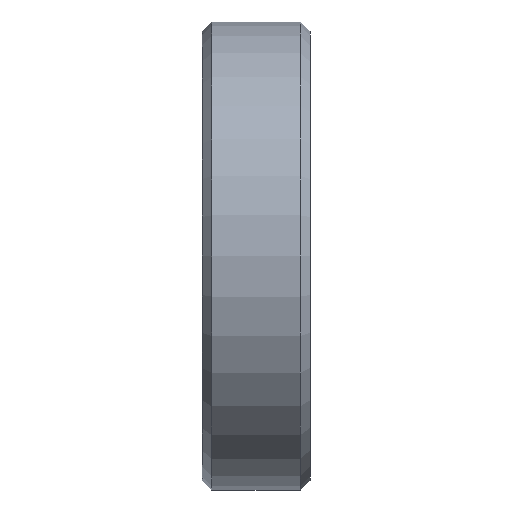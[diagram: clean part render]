
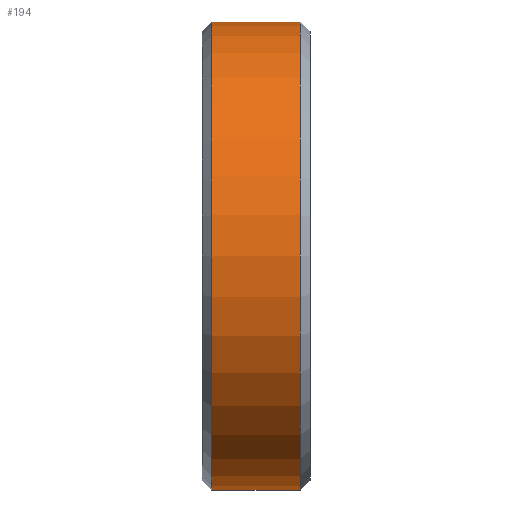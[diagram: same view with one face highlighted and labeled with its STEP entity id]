
A CAD part, left-side view. The second image highlights one B-rep face of the part: STEP entity #194.
In plain terms, the highlighted cylindrical face has radius 9.75 mm (diameter 19.5 mm), a partial arc.
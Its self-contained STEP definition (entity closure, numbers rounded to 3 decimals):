
#19 = AXIS2_PLACEMENT_3D ( 'NONE', #721, #249, #614 ) ;
#22 = DIRECTION ( 'NONE',  ( 0., -1., 0. ) ) ;
#114 = FACE_OUTER_BOUND ( 'NONE', #760, .T. ) ;
#121 = DIRECTION ( 'NONE',  ( 0., -1., 0. ) ) ;
#122 = VERTEX_POINT ( 'NONE', #293 ) ;
#157 = VECTOR ( 'NONE', #863, 1000. ) ;
#194 = ADVANCED_FACE ( 'NONE', ( #114 ), #566, .T. ) ;
#197 = DIRECTION ( 'NONE',  ( 0., 0., 1. ) ) ;
#207 = AXIS2_PLACEMENT_3D ( 'NONE', #935, #121, #474 ) ;
#249 = DIRECTION ( 'NONE',  ( 0., 1., 0. ) ) ;
#278 = AXIS2_PLACEMENT_3D ( 'NONE', #565, #1115, #197 ) ;
#293 = CARTESIAN_POINT ( 'NONE',  ( 0., 4.1, 9.75 ) ) ;
#319 = CIRCLE ( 'NONE', #19, 9.75 ) ;
#320 = VERTEX_POINT ( 'NONE', #610 ) ;
#333 = VECTOR ( 'NONE', #22, 1000. ) ;
#388 = EDGE_CURVE ( 'NONE', #122, #1001, #968, .T. ) ;
#424 = VERTEX_POINT ( 'NONE', #741 ) ;
#465 = ORIENTED_EDGE ( 'NONE', *, *, #720, .T. ) ;
#474 = DIRECTION ( 'NONE',  ( 0., 0., -1. ) ) ;
#527 = EDGE_CURVE ( 'NONE', #122, #320, #1010, .T. ) ;
#565 = CARTESIAN_POINT ( 'NONE',  ( 0., 4.1, 0. ) ) ;
#566 = CYLINDRICAL_SURFACE ( 'NONE', #207, 9.75 ) ;
#594 = ORIENTED_EDGE ( 'NONE', *, *, #388, .T. ) ;
#600 = ORIENTED_EDGE ( 'NONE', *, *, #527, .F. ) ;
#610 = CARTESIAN_POINT ( 'NONE',  ( 0., 0.4, 9.75 ) ) ;
#614 = DIRECTION ( 'NONE',  ( 0., 0., 1. ) ) ;
#720 = EDGE_CURVE ( 'NONE', #1001, #424, #971, .T. ) ;
#721 = CARTESIAN_POINT ( 'NONE',  ( 0., 0.4, 0. ) ) ;
#741 = CARTESIAN_POINT ( 'NONE',  ( 0., 0.4, -9.75 ) ) ;
#760 = EDGE_LOOP ( 'NONE', ( #600, #594, #465, #885 ) ) ;
#863 = DIRECTION ( 'NONE',  ( 0., -1., 0. ) ) ;
#885 = ORIENTED_EDGE ( 'NONE', *, *, #896, .T. ) ;
#889 = CARTESIAN_POINT ( 'NONE',  ( 0., 4.1, -9.75 ) ) ;
#896 = EDGE_CURVE ( 'NONE', #424, #320, #319, .T. ) ;
#935 = CARTESIAN_POINT ( 'NONE',  ( 0., 4.5, 0. ) ) ;
#951 = CARTESIAN_POINT ( 'NONE',  ( 0., 4.5, -9.75 ) ) ;
#968 = CIRCLE ( 'NONE', #278, 9.75 ) ;
#971 = LINE ( 'NONE', #951, #157 ) ;
#1001 = VERTEX_POINT ( 'NONE', #889 ) ;
#1010 = LINE ( 'NONE', #1021, #333 ) ;
#1021 = CARTESIAN_POINT ( 'NONE',  ( 0., 4.5, 9.75 ) ) ;
#1115 = DIRECTION ( 'NONE',  ( 0., -1., 0. ) ) ;
